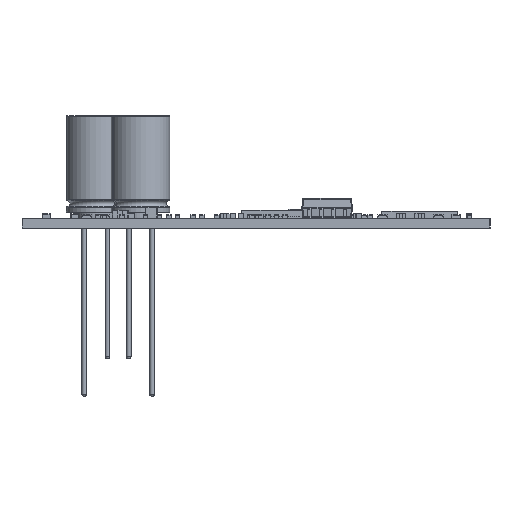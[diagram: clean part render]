
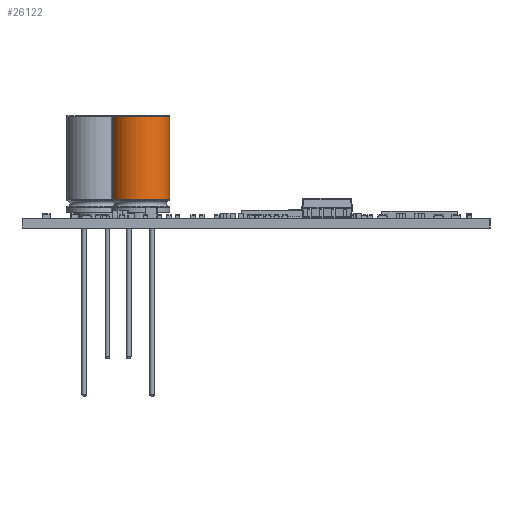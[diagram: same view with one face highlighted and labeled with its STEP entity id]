
A CAD part, left-side view. The second image highlights one B-rep face of the part: STEP entity #26122.
In plain terms, the highlighted cylindrical face has radius 3.15 mm (diameter 6.3 mm), a partial arc.
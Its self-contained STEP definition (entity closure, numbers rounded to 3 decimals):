
#26094 = VERTEX_POINT('',#26095);
#26095 = CARTESIAN_POINT('',(2.931,9.,-1.154));
#26102 = EDGE_CURVE('',#26103,#26094,#26105,.T.);
#26103 = VERTEX_POINT('',#26104);
#26104 = CARTESIAN_POINT('',(2.931,9.,1.154));
#26105 = CIRCLE('',#26106,3.15);
#26106 = AXIS2_PLACEMENT_3D('',#26107,#26108,#26109);
#26107 = CARTESIAN_POINT('',(0.,9.,0.));
#26108 = DIRECTION('',(0.,-1.,0.));
#26109 = DIRECTION('',(0.,0.,-1.));
#26122 = ADVANCED_FACE('',(#26123),#26149,.T.);
#26123 = FACE_BOUND('',#26124,.T.);
#26124 = EDGE_LOOP('',(#26125,#26126,#26134,#26143));
#26125 = ORIENTED_EDGE('',*,*,#26102,.T.);
#26126 = ORIENTED_EDGE('',*,*,#26127,.T.);
#26127 = EDGE_CURVE('',#26094,#26128,#26130,.T.);
#26128 = VERTEX_POINT('',#26129);
#26129 = CARTESIAN_POINT('',(2.931,0.1,-1.154));
#26130 = LINE('',#26131,#26132);
#26131 = CARTESIAN_POINT('',(2.931,9.,-1.154));
#26132 = VECTOR('',#26133,1.);
#26133 = DIRECTION('',(0.,-1.,0.));
#26134 = ORIENTED_EDGE('',*,*,#26135,.F.);
#26135 = EDGE_CURVE('',#26136,#26128,#26138,.T.);
#26136 = VERTEX_POINT('',#26137);
#26137 = CARTESIAN_POINT('',(2.931,0.1,1.154));
#26138 = CIRCLE('',#26139,3.15);
#26139 = AXIS2_PLACEMENT_3D('',#26140,#26141,#26142);
#26140 = CARTESIAN_POINT('',(0.,0.1,0.));
#26141 = DIRECTION('',(0.,-1.,0.));
#26142 = DIRECTION('',(0.,0.,-1.));
#26143 = ORIENTED_EDGE('',*,*,#26144,.F.);
#26144 = EDGE_CURVE('',#26103,#26136,#26145,.T.);
#26145 = LINE('',#26146,#26147);
#26146 = CARTESIAN_POINT('',(2.931,9.,1.154));
#26147 = VECTOR('',#26148,1.);
#26148 = DIRECTION('',(0.,-1.,0.));
#26149 = CYLINDRICAL_SURFACE('',#26150,3.15);
#26150 = AXIS2_PLACEMENT_3D('',#26151,#26152,#26153);
#26151 = CARTESIAN_POINT('',(0.,0.,0.));
#26152 = DIRECTION('',(0.,-1.,0.));
#26153 = DIRECTION('',(0.,0.,-1.));
